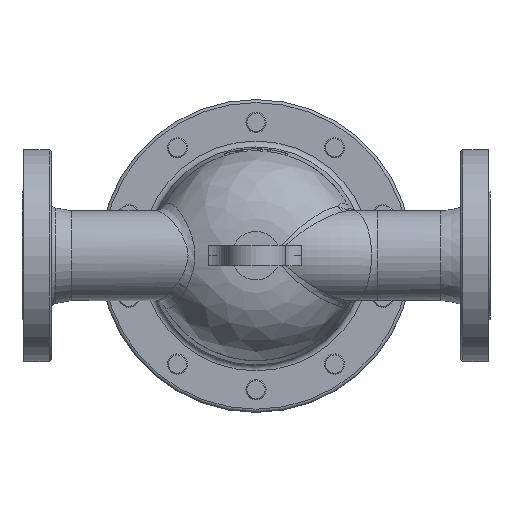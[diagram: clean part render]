
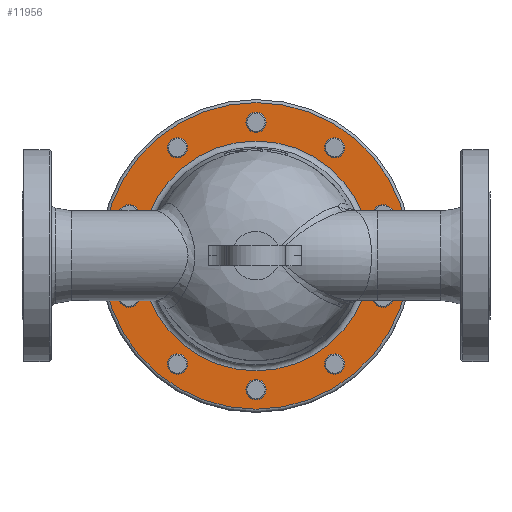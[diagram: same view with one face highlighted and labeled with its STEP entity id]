
A CAD part, top view. The second image highlights one B-rep face of the part: STEP entity #11956.
In plain terms, the highlighted planar face has unit normal (0, 0, 1).
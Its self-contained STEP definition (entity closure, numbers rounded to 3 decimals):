
#5730=CARTESIAN_POINT('',(85.972,101.317,264.5));
#5731=VERTEX_POINT('',#5730);
#5732=CARTESIAN_POINT('',(77.882,107.195,264.5));
#5733=DIRECTION('',(0.0,0.0,-1.0));
#5734=DIRECTION('',(-0.809,0.588,0.0));
#5735=AXIS2_PLACEMENT_3D('',#5732,#5733,#5734);
#5736=CIRCLE('',#5735,10.0);
#5737=EDGE_CURVE('',#5731,#5731,#5736,.T.);
#5844=CARTESIAN_POINT('',(129.105,31.434,264.5));
#5845=VERTEX_POINT('',#5844);
#5846=CARTESIAN_POINT('',(126.015,40.945,264.5));
#5847=DIRECTION('',(0.0,0.0,-1.0));
#5848=DIRECTION('',(-0.309,0.951,0.0));
#5849=AXIS2_PLACEMENT_3D('',#5846,#5847,#5848);
#5850=CIRCLE('',#5849,10.0);
#5851=EDGE_CURVE('',#5845,#5845,#5850,.T.);
#5958=CARTESIAN_POINT('',(122.925,-50.455,264.5));
#5959=VERTEX_POINT('',#5958);
#5960=CARTESIAN_POINT('',(126.015,-40.945,264.5));
#5961=DIRECTION('',(0.0,0.0,-1.0));
#5962=DIRECTION('',(0.309,0.951,0.0));
#5963=AXIS2_PLACEMENT_3D('',#5960,#5961,#5962);
#5964=CIRCLE('',#5963,10.0);
#5965=EDGE_CURVE('',#5959,#5959,#5964,.T.);
#6072=CARTESIAN_POINT('',(69.791,-113.073,264.5));
#6073=VERTEX_POINT('',#6072);
#6074=CARTESIAN_POINT('',(77.882,-107.195,264.5));
#6075=DIRECTION('',(0.0,0.0,-1.0));
#6076=DIRECTION('',(0.809,0.588,0.0));
#6077=AXIS2_PLACEMENT_3D('',#6074,#6075,#6076);
#6078=CIRCLE('',#6077,10.0);
#6079=EDGE_CURVE('',#6073,#6073,#6078,.T.);
#6186=CARTESIAN_POINT('',(-10.,-132.5,264.5));
#6187=VERTEX_POINT('',#6186);
#6188=CARTESIAN_POINT('',(0.,-132.5,264.5));
#6189=DIRECTION('',(0.0,0.0,-1.0));
#6190=DIRECTION('',(1.0,0.0,0.0));
#6191=AXIS2_PLACEMENT_3D('',#6188,#6189,#6190);
#6192=CIRCLE('',#6191,10.0);
#6193=EDGE_CURVE('',#6187,#6187,#6192,.T.);
#6300=CARTESIAN_POINT('',(-85.972,-101.317,264.5));
#6301=VERTEX_POINT('',#6300);
#6302=CARTESIAN_POINT('',(-77.882,-107.195,264.5));
#6303=DIRECTION('',(0.0,0.0,-1.0));
#6304=DIRECTION('',(0.809,-0.588,0.0));
#6305=AXIS2_PLACEMENT_3D('',#6302,#6303,#6304);
#6306=CIRCLE('',#6305,10.);
#6307=EDGE_CURVE('',#6301,#6301,#6306,.T.);
#6414=CARTESIAN_POINT('',(-129.105,-31.434,264.5));
#6415=VERTEX_POINT('',#6414);
#6416=CARTESIAN_POINT('',(-126.015,-40.945,264.5));
#6417=DIRECTION('',(0.0,0.0,-1.0));
#6418=DIRECTION('',(0.309,-0.951,0.0));
#6419=AXIS2_PLACEMENT_3D('',#6416,#6417,#6418);
#6420=CIRCLE('',#6419,10.0);
#6421=EDGE_CURVE('',#6415,#6415,#6420,.T.);
#6528=CARTESIAN_POINT('',(-122.925,50.455,264.5));
#6529=VERTEX_POINT('',#6528);
#6530=CARTESIAN_POINT('',(-126.015,40.945,264.5));
#6531=DIRECTION('',(0.0,0.0,-1.0));
#6532=DIRECTION('',(-0.309,-0.951,0.0));
#6533=AXIS2_PLACEMENT_3D('',#6530,#6531,#6532);
#6534=CIRCLE('',#6533,10.0);
#6535=EDGE_CURVE('',#6529,#6529,#6534,.T.);
#6642=CARTESIAN_POINT('',(-69.791,113.073,264.5));
#6643=VERTEX_POINT('',#6642);
#6644=CARTESIAN_POINT('',(-77.882,107.195,264.5));
#6645=DIRECTION('',(0.0,0.0,-1.0));
#6646=DIRECTION('',(-0.809,-0.588,0.0));
#6647=AXIS2_PLACEMENT_3D('',#6644,#6645,#6646);
#6648=CIRCLE('',#6647,10.0);
#6649=EDGE_CURVE('',#6643,#6643,#6648,.T.);
#8835=CARTESIAN_POINT('',(10.0,132.5,264.5));
#8836=VERTEX_POINT('',#8835);
#8837=CARTESIAN_POINT('',(0.0,132.5,264.5));
#8838=DIRECTION('',(0.0,0.0,-1.0));
#8839=DIRECTION('',(-1.0,0.0,0.0));
#8840=AXIS2_PLACEMENT_3D('',#8837,#8838,#8839);
#8841=CIRCLE('',#8840,10.0);
#8842=EDGE_CURVE('',#8836,#8836,#8841,.T.);
#11884=CARTESIAN_POINT('',(152.0,0.,264.5));
#11885=VERTEX_POINT('',#11884);
#11886=CARTESIAN_POINT('',(0.0,0.0,264.5));
#11887=DIRECTION('',(0.0,0.0,-1.0));
#11888=DIRECTION('',(-1.0,0.0,0.0));
#11889=AXIS2_PLACEMENT_3D('',#11886,#11887,#11888);
#11890=CIRCLE('',#11889,152.0);
#11891=EDGE_CURVE('',#11885,#11885,#11890,.T.);
#11907=CARTESIAN_POINT('',(0.0,0.0,264.5));
#11908=DIRECTION('',(0.0,0.0,-1.0));
#11909=DIRECTION('',(-1.0,0.0,0.0));
#11910=AXIS2_PLACEMENT_3D('',#11907,#11908,#11909);
#11911=PLANE('',#11910);
#11912=ORIENTED_EDGE('',*,*,#11891,.F.);
#11913=EDGE_LOOP('',(#11912));
#11914=FACE_OUTER_BOUND('',#11913,.T.);
#11915=ORIENTED_EDGE('',*,*,#5737,.T.);
#11916=EDGE_LOOP('',(#11915));
#11917=FACE_BOUND('',#11916,.T.);
#11918=ORIENTED_EDGE('',*,*,#5851,.T.);
#11919=EDGE_LOOP('',(#11918));
#11920=FACE_BOUND('',#11919,.T.);
#11921=ORIENTED_EDGE('',*,*,#5965,.T.);
#11922=EDGE_LOOP('',(#11921));
#11923=FACE_BOUND('',#11922,.T.);
#11924=ORIENTED_EDGE('',*,*,#6079,.T.);
#11925=EDGE_LOOP('',(#11924));
#11926=FACE_BOUND('',#11925,.T.);
#11927=ORIENTED_EDGE('',*,*,#6193,.T.);
#11928=EDGE_LOOP('',(#11927));
#11929=FACE_BOUND('',#11928,.T.);
#11930=ORIENTED_EDGE('',*,*,#6307,.T.);
#11931=EDGE_LOOP('',(#11930));
#11932=FACE_BOUND('',#11931,.T.);
#11933=ORIENTED_EDGE('',*,*,#6421,.T.);
#11934=EDGE_LOOP('',(#11933));
#11935=FACE_BOUND('',#11934,.T.);
#11936=ORIENTED_EDGE('',*,*,#6535,.T.);
#11937=EDGE_LOOP('',(#11936));
#11938=FACE_BOUND('',#11937,.T.);
#11939=ORIENTED_EDGE('',*,*,#6649,.T.);
#11940=EDGE_LOOP('',(#11939));
#11941=FACE_BOUND('',#11940,.T.);
#11942=ORIENTED_EDGE('',*,*,#8842,.T.);
#11943=EDGE_LOOP('',(#11942));
#11944=FACE_BOUND('',#11943,.T.);
#11945=CARTESIAN_POINT('',(113.919,0.,264.5));
#11946=VERTEX_POINT('',#11945);
#11947=CARTESIAN_POINT('',(0.0,0.0,264.5));
#11948=DIRECTION('',(0.0,0.0,1.0));
#11949=DIRECTION('',(-1.0,0.0,0.0));
#11950=AXIS2_PLACEMENT_3D('',#11947,#11948,#11949);
#11951=CIRCLE('',#11950,113.919);
#11952=EDGE_CURVE('',#11946,#11946,#11951,.T.);
#11953=ORIENTED_EDGE('',*,*,#11952,.F.);
#11954=EDGE_LOOP('',(#11953));
#11955=FACE_BOUND('',#11954,.T.);
#11956=ADVANCED_FACE('',(#11914,#11917,#11920,#11923,#11926,#11929,#11932,#11935,#11938,#11941,#11944,#11955),#11911,.F.);
